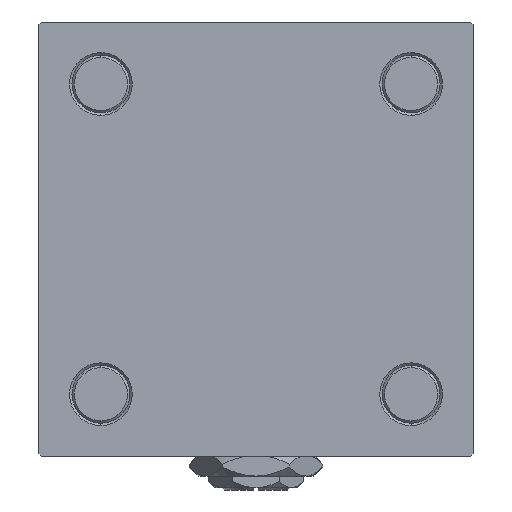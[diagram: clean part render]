
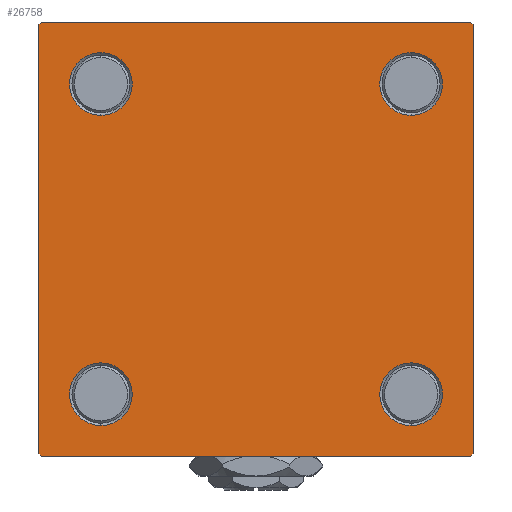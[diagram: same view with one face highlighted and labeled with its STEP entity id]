
A CAD part, left-side view. The second image highlights one B-rep face of the part: STEP entity #26758.
In plain terms, the highlighted planar face has unit normal (-1, 0, 0).
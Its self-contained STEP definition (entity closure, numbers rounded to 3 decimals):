
#280 = EDGE_CURVE ( 'NONE', #12670, #288, #1699, .T. ) ;
#288 = VERTEX_POINT ( 'NONE', #40350 ) ;
#634 = DIRECTION ( 'NONE',  ( -1., 0., 0. ) ) ;
#903 = AXIS2_PLACEMENT_3D ( 'NONE', #1797, #25242, #17407 ) ;
#1105 = CIRCLE ( 'NONE', #1956, 6.5 ) ;
#1271 = CARTESIAN_POINT ( 'NONE',  ( 0., 45., 44.5 ) ) ;
#1699 = CIRCLE ( 'NONE', #44059, 6.5 ) ;
#1797 = CARTESIAN_POINT ( 'NONE',  ( 0., -32.15, -32.15 ) ) ;
#1823 = EDGE_LOOP ( 'NONE', ( #48505, #24829 ) ) ;
#1956 = AXIS2_PLACEMENT_3D ( 'NONE', #8097, #8345, #24478 ) ;
#1961 = VERTEX_POINT ( 'NONE', #26824 ) ;
#2311 = AXIS2_PLACEMENT_3D ( 'NONE', #12315, #51322, #16709 ) ;
#3636 = AXIS2_PLACEMENT_3D ( 'NONE', #25377, #14420, #13904 ) ;
#4028 = CARTESIAN_POINT ( 'NONE',  ( 0., 0., 0. ) ) ;
#4642 = DIRECTION ( 'NONE',  ( 0., -0.707, 0.707 ) ) ;
#5196 = EDGE_LOOP ( 'NONE', ( #38656, #48043, #28090, #6842, #17846, #27728, #49559, #21497 ) ) ;
#5524 = EDGE_LOOP ( 'NONE', ( #23527, #25893 ) ) ;
#5566 = CARTESIAN_POINT ( 'NONE',  ( 0., 45., -44.5 ) ) ;
#5586 = CARTESIAN_POINT ( 'NONE',  ( 0., 44.5, 45. ) ) ;
#5678 = CARTESIAN_POINT ( 'NONE',  ( 0., -32.15, 32.15 ) ) ;
#6650 = ORIENTED_EDGE ( 'NONE', *, *, #43792, .T. ) ;
#6842 = ORIENTED_EDGE ( 'NONE', *, *, #13119, .T. ) ;
#7099 = CARTESIAN_POINT ( 'NONE',  ( 0., -44.5, -45. ) ) ;
#7423 = DIRECTION ( 'NONE',  ( 0., 0., 1. ) ) ;
#7738 = DIRECTION ( 'NONE',  ( 0., 0., -1. ) ) ;
#8097 = CARTESIAN_POINT ( 'NONE',  ( 0., -32.15, 32.15 ) ) ;
#8345 = DIRECTION ( 'NONE',  ( 1., 0., 0. ) ) ;
#8419 = CARTESIAN_POINT ( 'NONE',  ( 0., -32.15, -25.65 ) ) ;
#8553 = CARTESIAN_POINT ( 'NONE',  ( 0., -44.75, -44.75 ) ) ;
#8789 = AXIS2_PLACEMENT_3D ( 'NONE', #5678, #22837, #26488 ) ;
#9084 = EDGE_LOOP ( 'NONE', ( #26257, #6650 ) ) ;
#9327 = EDGE_CURVE ( 'NONE', #33960, #41811, #28227, .T. ) ;
#9847 = DIRECTION ( 'NONE',  ( 0., -1., 0. ) ) ;
#11089 = CIRCLE ( 'NONE', #3636, 6.5 ) ;
#11756 = EDGE_CURVE ( 'NONE', #34841, #41799, #1105, .T. ) ;
#12315 = CARTESIAN_POINT ( 'NONE',  ( 0., 32.15, -32.15 ) ) ;
#12346 = FACE_BOUND ( 'NONE', #5524, .T. ) ;
#12670 = VERTEX_POINT ( 'NONE', #15122 ) ;
#12760 = EDGE_CURVE ( 'NONE', #1961, #29902, #20566, .T. ) ;
#13119 = EDGE_CURVE ( 'NONE', #50868, #27093, #16337, .T. ) ;
#13497 = VECTOR ( 'NONE', #40423, 1000. ) ;
#13617 = VECTOR ( 'NONE', #21082, 1000. ) ;
#13904 = DIRECTION ( 'NONE',  ( 0., 0., 1. ) ) ;
#14069 = EDGE_CURVE ( 'NONE', #28832, #50868, #41291, .T. ) ;
#14420 = DIRECTION ( 'NONE',  ( 1., 0., 0. ) ) ;
#14718 = CARTESIAN_POINT ( 'NONE',  ( 0., 32.15, -25.65 ) ) ;
#14759 = LINE ( 'NONE', #30641, #41351 ) ;
#15122 = CARTESIAN_POINT ( 'NONE',  ( 0., 32.15, 38.65 ) ) ;
#16337 = LINE ( 'NONE', #8553, #24437 ) ;
#16476 = VERTEX_POINT ( 'NONE', #33684 ) ;
#16709 = DIRECTION ( 'NONE',  ( 0., 0., 1. ) ) ;
#17406 = DIRECTION ( 'NONE',  ( 1., 0., 0. ) ) ;
#17407 = DIRECTION ( 'NONE',  ( 0., 0., 1. ) ) ;
#17620 = CARTESIAN_POINT ( 'NONE',  ( 0., 44.5, -45. ) ) ;
#17846 = ORIENTED_EDGE ( 'NONE', *, *, #26520, .F. ) ;
#18219 = EDGE_CURVE ( 'NONE', #33960, #29902, #40332, .T. ) ;
#18731 = CARTESIAN_POINT ( 'NONE',  ( 0., -44.5, 45. ) ) ;
#18877 = EDGE_CURVE ( 'NONE', #41657, #28832, #14759, .T. ) ;
#19331 = AXIS2_PLACEMENT_3D ( 'NONE', #4028, #634, #7423 ) ;
#19588 = CIRCLE ( 'NONE', #8789, 6.5 ) ;
#19633 = VECTOR ( 'NONE', #24226, 1000. ) ;
#19832 = CARTESIAN_POINT ( 'NONE',  ( 0., -45., -44.5 ) ) ;
#20069 = DIRECTION ( 'NONE',  ( 1., 0., 0. ) ) ;
#20150 = AXIS2_PLACEMENT_3D ( 'NONE', #44970, #17406, #33276 ) ;
#20231 = DIRECTION ( 'NONE',  ( 1., 0., 0. ) ) ;
#20566 = LINE ( 'NONE', #35911, #13617 ) ;
#20999 = CARTESIAN_POINT ( 'NONE',  ( 0., -32.15, 38.65 ) ) ;
#21082 = DIRECTION ( 'NONE',  ( 0., 0.707, 0.707 ) ) ;
#21497 = ORIENTED_EDGE ( 'NONE', *, *, #9327, .T. ) ;
#21777 = CIRCLE ( 'NONE', #20150, 6.5 ) ;
#21827 = EDGE_CURVE ( 'NONE', #46871, #22368, #49094, .T. ) ;
#22368 = VERTEX_POINT ( 'NONE', #40444 ) ;
#22837 = DIRECTION ( 'NONE',  ( 1., 0., 0. ) ) ;
#23527 = ORIENTED_EDGE ( 'NONE', *, *, #21827, .T. ) ;
#24063 = FACE_BOUND ( 'NONE', #1823, .T. ) ;
#24226 = DIRECTION ( 'NONE',  ( 0., -1., 0. ) ) ;
#24437 = VECTOR ( 'NONE', #4642, 1000. ) ;
#24478 = DIRECTION ( 'NONE',  ( 0., 0., 1. ) ) ;
#24829 = ORIENTED_EDGE ( 'NONE', *, *, #46963, .T. ) ;
#25159 = EDGE_CURVE ( 'NONE', #22368, #46871, #21777, .T. ) ;
#25242 = DIRECTION ( 'NONE',  ( 1., 0., 0. ) ) ;
#25377 = CARTESIAN_POINT ( 'NONE',  ( 0., 32.15, -32.15 ) ) ;
#25893 = ORIENTED_EDGE ( 'NONE', *, *, #25159, .T. ) ;
#26257 = ORIENTED_EDGE ( 'NONE', *, *, #280, .T. ) ;
#26433 = CIRCLE ( 'NONE', #2311, 6.5 ) ;
#26488 = DIRECTION ( 'NONE',  ( 0., 0., 1. ) ) ;
#26520 = EDGE_CURVE ( 'NONE', #1961, #27093, #51151, .T. ) ;
#26758 = ADVANCED_FACE ( 'NONE', ( #31867, #12346, #24063, #47966, #36266 ), #43035, .T. ) ;
#26824 = CARTESIAN_POINT ( 'NONE',  ( 0., -45., 44.5 ) ) ;
#27093 = VERTEX_POINT ( 'NONE', #19832 ) ;
#27728 = ORIENTED_EDGE ( 'NONE', *, *, #12760, .T. ) ;
#28090 = ORIENTED_EDGE ( 'NONE', *, *, #14069, .T. ) ;
#28227 = LINE ( 'NONE', #32373, #13497 ) ;
#28392 = LINE ( 'NONE', #47627, #37698 ) ;
#28572 = CARTESIAN_POINT ( 'NONE',  ( 0., 32.15, 32.15 ) ) ;
#28663 = DIRECTION ( 'NONE',  ( 0., 0., -1. ) ) ;
#28832 = VERTEX_POINT ( 'NONE', #17620 ) ;
#29902 = VERTEX_POINT ( 'NONE', #18731 ) ;
#30641 = CARTESIAN_POINT ( 'NONE',  ( 0., 44.75, -44.75 ) ) ;
#31211 = ORIENTED_EDGE ( 'NONE', *, *, #41116, .T. ) ;
#31867 = FACE_BOUND ( 'NONE', #43500, .T. ) ;
#32047 = EDGE_CURVE ( 'NONE', #42092, #16476, #11089, .T. ) ;
#32373 = CARTESIAN_POINT ( 'NONE',  ( 0., 44.75, 44.75 ) ) ;
#33276 = DIRECTION ( 'NONE',  ( 0., 0., 1. ) ) ;
#33324 = EDGE_CURVE ( 'NONE', #41811, #41657, #28392, .T. ) ;
#33684 = CARTESIAN_POINT ( 'NONE',  ( 0., 32.15, -38.65 ) ) ;
#33960 = VERTEX_POINT ( 'NONE', #5586 ) ;
#34841 = VERTEX_POINT ( 'NONE', #20999 ) ;
#35688 = CARTESIAN_POINT ( 'NONE',  ( 0., 32.15, 32.15 ) ) ;
#35911 = CARTESIAN_POINT ( 'NONE',  ( 0., -44.75, 44.75 ) ) ;
#36072 = VECTOR ( 'NONE', #9847, 1000. ) ;
#36266 = FACE_OUTER_BOUND ( 'NONE', #5196, .T. ) ;
#36324 = CIRCLE ( 'NONE', #47938, 6.5 ) ;
#37698 = VECTOR ( 'NONE', #28663, 1000. ) ;
#38656 = ORIENTED_EDGE ( 'NONE', *, *, #33324, .T. ) ;
#38810 = ORIENTED_EDGE ( 'NONE', *, *, #11756, .T. ) ;
#38889 = DIRECTION ( 'NONE',  ( 0., 0., 1. ) ) ;
#40332 = LINE ( 'NONE', #48385, #19633 ) ;
#40350 = CARTESIAN_POINT ( 'NONE',  ( 0., 32.15, 25.65 ) ) ;
#40423 = DIRECTION ( 'NONE',  ( 0., 0.707, -0.707 ) ) ;
#40444 = CARTESIAN_POINT ( 'NONE',  ( 0., -32.15, -38.65 ) ) ;
#41116 = EDGE_CURVE ( 'NONE', #41799, #34841, #19588, .T. ) ;
#41291 = LINE ( 'NONE', #41536, #36072 ) ;
#41303 = CARTESIAN_POINT ( 'NONE',  ( 0., -32.15, 25.65 ) ) ;
#41351 = VECTOR ( 'NONE', #46478, 1000. ) ;
#41536 = CARTESIAN_POINT ( 'NONE',  ( 0., 45., -45. ) ) ;
#41657 = VERTEX_POINT ( 'NONE', #5566 ) ;
#41799 = VERTEX_POINT ( 'NONE', #41303 ) ;
#41811 = VERTEX_POINT ( 'NONE', #1271 ) ;
#42092 = VERTEX_POINT ( 'NONE', #14718 ) ;
#43035 = PLANE ( 'NONE',  #19331 ) ;
#43343 = CARTESIAN_POINT ( 'NONE',  ( 0., -45., 45. ) ) ;
#43500 = EDGE_LOOP ( 'NONE', ( #38810, #31211 ) ) ;
#43792 = EDGE_CURVE ( 'NONE', #288, #12670, #36324, .T. ) ;
#44059 = AXIS2_PLACEMENT_3D ( 'NONE', #35688, #20069, #38889 ) ;
#44405 = DIRECTION ( 'NONE',  ( 0., 0., 1. ) ) ;
#44970 = CARTESIAN_POINT ( 'NONE',  ( 0., -32.15, -32.15 ) ) ;
#46478 = DIRECTION ( 'NONE',  ( 0., -0.707, -0.707 ) ) ;
#46871 = VERTEX_POINT ( 'NONE', #8419 ) ;
#46963 = EDGE_CURVE ( 'NONE', #16476, #42092, #26433, .T. ) ;
#47627 = CARTESIAN_POINT ( 'NONE',  ( 0., 45., 45. ) ) ;
#47938 = AXIS2_PLACEMENT_3D ( 'NONE', #28572, #20231, #44405 ) ;
#47966 = FACE_BOUND ( 'NONE', #9084, .T. ) ;
#48043 = ORIENTED_EDGE ( 'NONE', *, *, #18877, .T. ) ;
#48385 = CARTESIAN_POINT ( 'NONE',  ( 0., 45., 45. ) ) ;
#48394 = VECTOR ( 'NONE', #7738, 1000. ) ;
#48505 = ORIENTED_EDGE ( 'NONE', *, *, #32047, .T. ) ;
#49094 = CIRCLE ( 'NONE', #903, 6.5 ) ;
#49559 = ORIENTED_EDGE ( 'NONE', *, *, #18219, .F. ) ;
#50868 = VERTEX_POINT ( 'NONE', #7099 ) ;
#51151 = LINE ( 'NONE', #43343, #48394 ) ;
#51322 = DIRECTION ( 'NONE',  ( 1., 0., 0. ) ) ;
